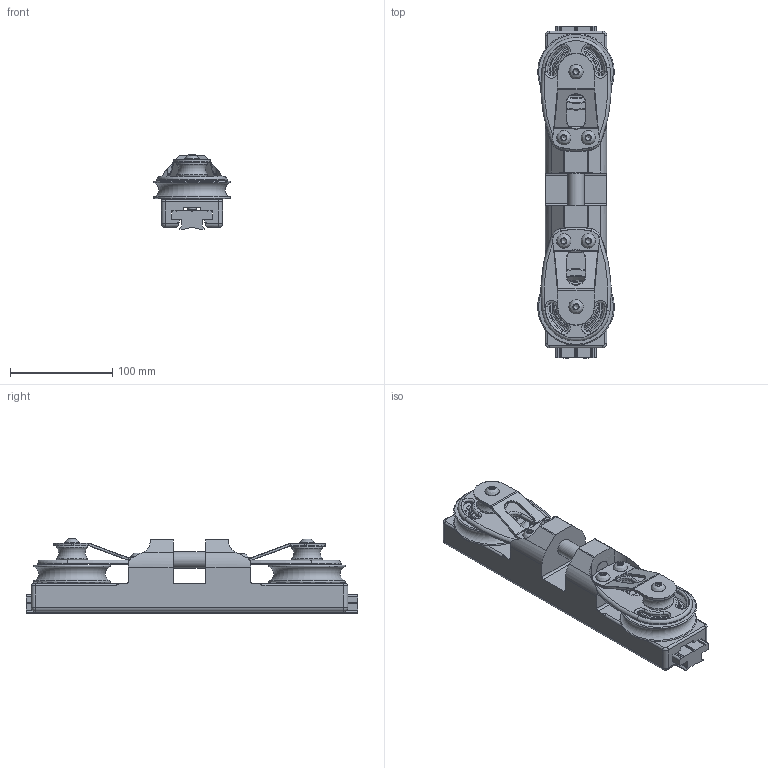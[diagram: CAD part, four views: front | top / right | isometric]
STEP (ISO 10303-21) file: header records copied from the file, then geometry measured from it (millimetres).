
FILE_DESCRIPTION(/* description */ (''),/* implementation_level */ '2;1');
FILE_NAME(/* name */ '40x8 - Tangone.stp',/* time_stamp */ '2021-03-30T14:51:12+02:00',/* author */ ('lucade'),/* organization */ (''),/* preprocessor_version */ 'ST-DEVELOPER v18.1',/* originating_system */ 'Autodesk Inventor 2021',/* authorisation */ '');
FILE_SCHEMA (('AUTOMOTIVE_DESIGN { 1 0 10303 214 3 1 1 }'));
Length unit declared in the file: millimetre
Products named in the file (1): 21033017
Bounding box: 74.99 x 325 x 73 mm (x, y, z)
Volume: 826402.3 mm3; surface area: 199713.4 mm2
Topology: 2 solids, 9 shells, 716 faces, 1768 edges, 1082 vertices
Faces by surface type: cylinder 209, plane 207, torus 164, bspline 91, cone 41, sphere 4
Full cylindrical faces by diameter (mm): 6.75 x4, 8 x8, 8.2 x1, 8.25 x10, 15.3 x4, 15.9 x1, 16 x4, 16.2 x2, 23.8 x2, 24 x4, 25 x4
Entity records: 34910 total; most frequent: CARTESIAN_POINT 18106, DIRECTION 3579, ORIENTED_EDGE 3516, EDGE_CURVE 1758, AXIS2_PLACEMENT_3D 1476, VERTEX_POINT 1082, CIRCLE 838, EDGE_LOOP 786
